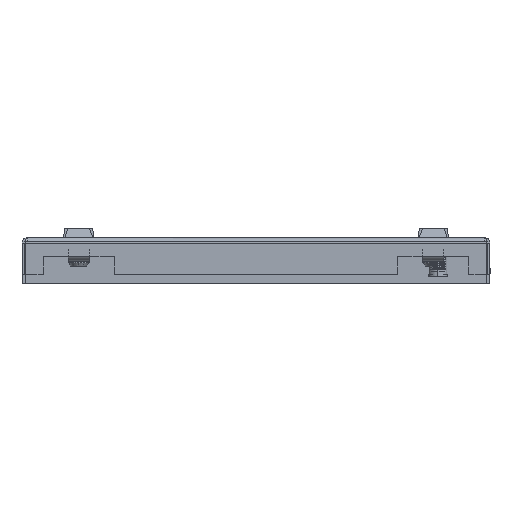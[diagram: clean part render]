
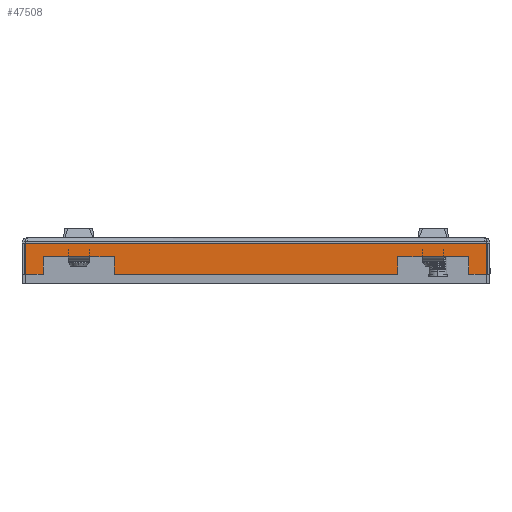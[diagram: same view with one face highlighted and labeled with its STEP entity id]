
A CAD part, left-side view. The second image highlights one B-rep face of the part: STEP entity #47508.
In plain terms, the highlighted planar face has unit normal (-1, 0, 0).
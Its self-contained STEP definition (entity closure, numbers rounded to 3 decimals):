
#608 = VERTEX_POINT ( 'NONE', #70570 ) ;
#623 = VERTEX_POINT ( 'NONE', #70575 ) ;
#643 = VERTEX_POINT ( 'NONE', #70556 ) ;
#653 = VERTEX_POINT ( 'NONE', #70548 ) ;
#656 = VERTEX_POINT ( 'NONE', #70547 ) ;
#658 = VERTEX_POINT ( 'NONE', #70545 ) ;
#660 = VERTEX_POINT ( 'NONE', #70544 ) ;
#662 = VERTEX_POINT ( 'NONE', #70543 ) ;
#664 = VERTEX_POINT ( 'NONE', #70542 ) ;
#671 = VERTEX_POINT ( 'NONE', #70539 ) ;
#673 = VERTEX_POINT ( 'NONE', #70538 ) ;
#2094 = EDGE_LOOP ( 'NONE', ( #42683, #42676, #42669, #42661, #42655, #42648, #42641, #42635, #42627, #42619, #42613, #42606 ) ) ;
#6207 = VERTEX_POINT ( 'NONE', #92893 ) ;
#11823 = FACE_OUTER_BOUND ( 'NONE', #2094, .T. ) ;
#13118 = LINE ( 'NONE', #73348, #13172 ) ;
#13164 = LINE ( 'NONE', #73352, #13169 ) ;
#13169 = VECTOR ( 'NONE', #73354, 1000. ) ;
#13171 = LINE ( 'NONE', #73356, #13175 ) ;
#13172 = VECTOR ( 'NONE', #73355, 1000. ) ;
#13174 = LINE ( 'NONE', #73358, #13178 ) ;
#13175 = VECTOR ( 'NONE', #73357, 1000. ) ;
#13177 = LINE ( 'NONE', #73360, #13181 ) ;
#13178 = VECTOR ( 'NONE', #73359, 1000. ) ;
#13180 = LINE ( 'NONE', #73362, #13184 ) ;
#13181 = VECTOR ( 'NONE', #73361, 1000. ) ;
#13184 = VECTOR ( 'NONE', #73364, 1000. ) ;
#42606 = ORIENTED_EDGE ( 'NONE', *, *, #65019, .F. ) ;
#42613 = ORIENTED_EDGE ( 'NONE', *, *, #65020, .T. ) ;
#42619 = ORIENTED_EDGE ( 'NONE', *, *, #65022, .T. ) ;
#42627 = ORIENTED_EDGE ( 'NONE', *, *, #65021, .T. ) ;
#42635 = ORIENTED_EDGE ( 'NONE', *, *, #65024, .T. ) ;
#42641 = ORIENTED_EDGE ( 'NONE', *, *, #65023, .T. ) ;
#42648 = ORIENTED_EDGE ( 'NONE', *, *, #64919, .T. ) ;
#42655 = ORIENTED_EDGE ( 'NONE', *, *, #64920, .T. ) ;
#42661 = ORIENTED_EDGE ( 'NONE', *, *, #64921, .T. ) ;
#42669 = ORIENTED_EDGE ( 'NONE', *, *, #64922, .T. ) ;
#42676 = ORIENTED_EDGE ( 'NONE', *, *, #64923, .T. ) ;
#42683 = ORIENTED_EDGE ( 'NONE', *, *, #64924, .F. ) ;
#47508 = ADVANCED_FACE ( 'NONE', ( #11823 ), #83611, .F. ) ;
#64919 = EDGE_CURVE ( 'NONE', #673, #653, #13164, .T. ) ;
#64920 = EDGE_CURVE ( 'NONE', #671, #673, #13118, .T. ) ;
#64921 = EDGE_CURVE ( 'NONE', #662, #671, #13171, .T. ) ;
#64922 = EDGE_CURVE ( 'NONE', #623, #662, #13174, .T. ) ;
#64923 = EDGE_CURVE ( 'NONE', #6207, #623, #13177, .T. ) ;
#64924 = EDGE_CURVE ( 'NONE', #6207, #608, #13180, .T. ) ;
#65019 = EDGE_CURVE ( 'NONE', #608, #664, #81195, .T. ) ;
#65020 = EDGE_CURVE ( 'NONE', #643, #664, #81200, .T. ) ;
#65021 = EDGE_CURVE ( 'NONE', #658, #656, #81204, .T. ) ;
#65022 = EDGE_CURVE ( 'NONE', #656, #643, #81208, .T. ) ;
#65023 = EDGE_CURVE ( 'NONE', #653, #660, #81213, .T. ) ;
#65024 = EDGE_CURVE ( 'NONE', #660, #658, #81217, .T. ) ;
#70538 = CARTESIAN_POINT ( 'NONE',  ( -332.5, 60., -6.5 ) ) ;
#70539 = CARTESIAN_POINT ( 'NONE',  ( -332.5, 90., -6.5 ) ) ;
#70542 = CARTESIAN_POINT ( 'NONE',  ( -332.5, -98., -14. ) ) ;
#70543 = CARTESIAN_POINT ( 'NONE',  ( -332.5, 90., -14. ) ) ;
#70544 = CARTESIAN_POINT ( 'NONE',  ( -332.5, -60., -14. ) ) ;
#70545 = CARTESIAN_POINT ( 'NONE',  ( -332.5, -60., -6.5 ) ) ;
#70547 = CARTESIAN_POINT ( 'NONE',  ( -332.5, -90., -6.5 ) ) ;
#70548 = CARTESIAN_POINT ( 'NONE',  ( -332.5, 60., -14. ) ) ;
#70556 = CARTESIAN_POINT ( 'NONE',  ( -332.5, -90., -14. ) ) ;
#70570 = CARTESIAN_POINT ( 'NONE',  ( -332.5, -97.999, -0.75 ) ) ;
#70575 = CARTESIAN_POINT ( 'NONE',  ( -332.5, 98., -14. ) ) ;
#73348 = CARTESIAN_POINT ( 'NONE',  ( -332.5, 90., -6.5 ) ) ;
#73352 = CARTESIAN_POINT ( 'NONE',  ( -332.5, 60., -14. ) ) ;
#73354 = DIRECTION ( 'NONE',  ( 0., 0., -1. ) ) ;
#73355 = DIRECTION ( 'NONE',  ( 0., -1., 0. ) ) ;
#73356 = CARTESIAN_POINT ( 'NONE',  ( -332.5, 90., -14. ) ) ;
#73357 = DIRECTION ( 'NONE',  ( 0., 0., 1. ) ) ;
#73358 = CARTESIAN_POINT ( 'NONE',  ( -332.5, -98., -14. ) ) ;
#73359 = DIRECTION ( 'NONE',  ( 0., -1., 0. ) ) ;
#73360 = CARTESIAN_POINT ( 'NONE',  ( -332.5, 97.999, 195.697 ) ) ;
#73361 = DIRECTION ( 'NONE',  ( 0., 0., -1. ) ) ;
#73362 = CARTESIAN_POINT ( 'NONE',  ( -332.5, 196.01, -0.75 ) ) ;
#73364 = DIRECTION ( 'NONE',  ( 0., -1., 0. ) ) ;
#78607 = CARTESIAN_POINT ( 'NONE',  ( -332.5, -97.999, 195.701 ) ) ;
#78609 = DIRECTION ( 'NONE',  ( 0., 0., -1. ) ) ;
#78610 = CARTESIAN_POINT ( 'NONE',  ( -332.5, -98., -14. ) ) ;
#78613 = DIRECTION ( 'NONE',  ( 0., -1., 0. ) ) ;
#78615 = CARTESIAN_POINT ( 'NONE',  ( -332.5, -90., -6.5 ) ) ;
#78618 = DIRECTION ( 'NONE',  ( 0., -1., 0. ) ) ;
#78620 = CARTESIAN_POINT ( 'NONE',  ( -332.5, -90., -14. ) ) ;
#78623 = DIRECTION ( 'NONE',  ( 0., 0., -1. ) ) ;
#78625 = CARTESIAN_POINT ( 'NONE',  ( -332.5, -98., -14. ) ) ;
#78628 = DIRECTION ( 'NONE',  ( 0., -1., 0. ) ) ;
#78630 = CARTESIAN_POINT ( 'NONE',  ( -332.5, -60., -14. ) ) ;
#78633 = DIRECTION ( 'NONE',  ( 0., 0., 1. ) ) ;
#81195 = LINE ( 'NONE', #78607, #81202 ) ;
#81200 = LINE ( 'NONE', #78610, #81206 ) ;
#81202 = VECTOR ( 'NONE', #78609, 1000. ) ;
#81204 = LINE ( 'NONE', #78615, #81211 ) ;
#81206 = VECTOR ( 'NONE', #78613, 1000. ) ;
#81208 = LINE ( 'NONE', #78620, #81215 ) ;
#81211 = VECTOR ( 'NONE', #78618, 1000. ) ;
#81213 = LINE ( 'NONE', #78625, #81219 ) ;
#81215 = VECTOR ( 'NONE', #78623, 1000. ) ;
#81217 = LINE ( 'NONE', #78630, #81224 ) ;
#81219 = VECTOR ( 'NONE', #78628, 1000. ) ;
#81224 = VECTOR ( 'NONE', #78633, 1000. ) ;
#83609 = CARTESIAN_POINT ( 'NONE',  ( -332.5, -98., 0. ) ) ;
#83611 = PLANE ( 'NONE',  #89282 ) ;
#83613 = DIRECTION ( 'NONE',  ( 1., 0., 0. ) ) ;
#83614 = DIRECTION ( 'NONE',  ( 0., 0., -1. ) ) ;
#89282 = AXIS2_PLACEMENT_3D ( 'NONE', #83609, #83613, #83614 ) ;
#92893 = CARTESIAN_POINT ( 'NONE',  ( -332.5, 98., -0.75 ) ) ;
